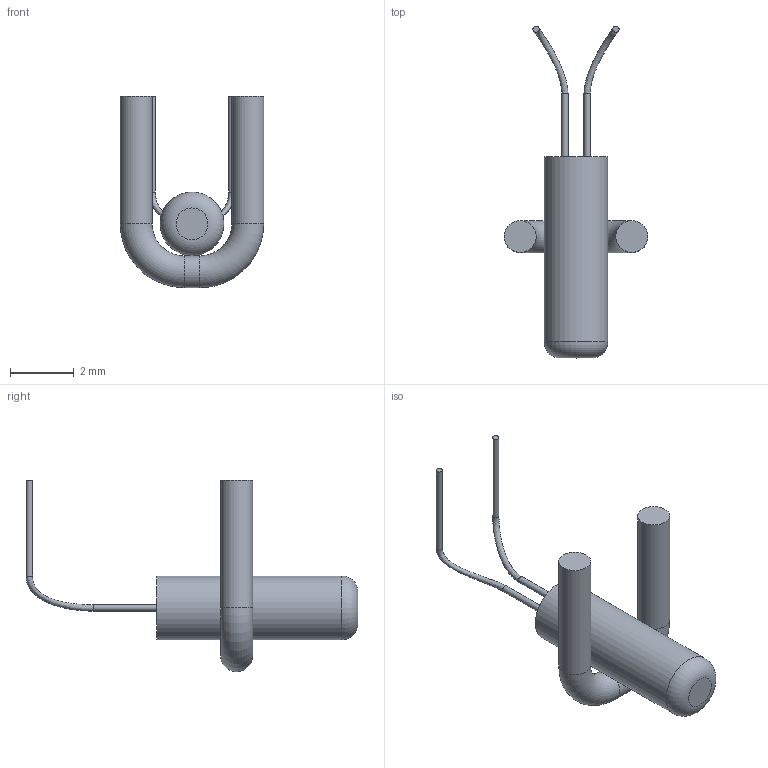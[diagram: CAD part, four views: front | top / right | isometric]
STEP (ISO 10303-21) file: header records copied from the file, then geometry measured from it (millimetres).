
FILE_DESCRIPTION(('STEP AP214'), '1');
FILE_NAME('Ðåçîíàòîð ÐÊ206ÀÀ (Êîðïóñ DT-26)', '2019-04-11T13:32:28', ('MOTOR'), (''), 'ASCON STEP Converter 1.3', 'ASCON Math Kernel', '');
FILE_SCHEMA(('AUTOMOTIVE_DESIGN { 1 0 10303 214 3 1 1}'));
Length unit declared in the file: millimetre
Bounding box: 4.5 x 10.4 x 6 mm (x, y, z)
Volume: 30.3 mm3; surface area: 96.8 mm2
Topology: 2 solids, 2 shells, 19 faces, 31 edges, 18 vertices
Faces by surface type: cylinder 8, plane 6, torus 3, bspline 2
Full cylindrical faces by diameter (mm): 0.2 x4, 1 x3, 2 x1
Entity records: 952 total; most frequent: CARTESIAN_POINT 438, DIRECTION 72, AXIS2_PLACEMENT_3D 36, ORIENTED_EDGE 36, EDGE_LOOP 34, FACE_OUTER_BOUND 24, COLOUR_RGB 21, FILL_AREA_STYLE_COLOUR 21
